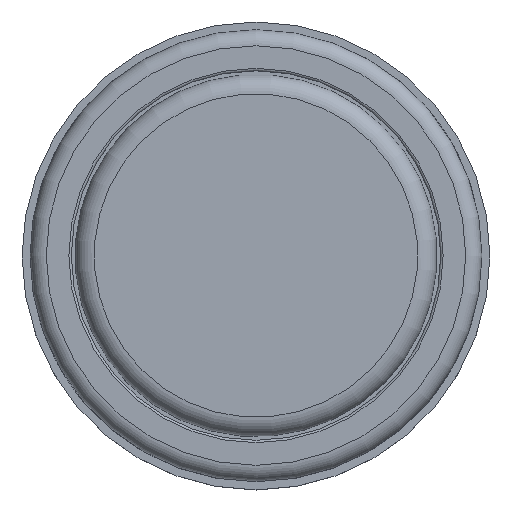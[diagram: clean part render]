
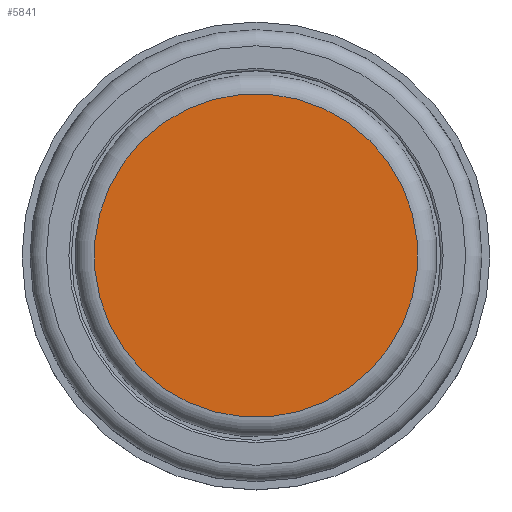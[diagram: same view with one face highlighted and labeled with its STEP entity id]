
A CAD part, top view. The second image highlights one B-rep face of the part: STEP entity #5841.
In plain terms, the highlighted planar face has unit normal (0, 0, 1).
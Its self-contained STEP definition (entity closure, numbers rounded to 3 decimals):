
#201=PLANE('',#6525);
#573=FACE_OUTER_BOUND('',#930,.T.);
#930=EDGE_LOOP('',(#5103,#5104));
#1426=CIRCLE('',#6526,10.025);
#1427=CIRCLE('',#6527,10.025);
#2658=VERTEX_POINT('',#11667);
#2659=VERTEX_POINT('',#11668);
#3493=EDGE_CURVE('',#2658,#2659,#1426,.T.);
#3494=EDGE_CURVE('',#2659,#2658,#1427,.T.);
#5103=ORIENTED_EDGE('',*,*,#3493,.F.);
#5104=ORIENTED_EDGE('',*,*,#3494,.F.);
#5841=ADVANCED_FACE('',(#573),#201,.T.);
#6525=AXIS2_PLACEMENT_3D('',#11666,#8120,#8121);
#6526=AXIS2_PLACEMENT_3D('',#11669,#8122,#8123);
#6527=AXIS2_PLACEMENT_3D('',#11670,#8124,#8125);
#8120=DIRECTION('center_axis',(0.,0.,
1.));
#8121=DIRECTION('ref_axis',(0.817,0.576,0.));
#8122=DIRECTION('center_axis',(0.,0.,
-1.));
#8123=DIRECTION('ref_axis',(-0.576,0.817,0.));
#8124=DIRECTION('center_axis',(0.,0.,
-1.));
#8125=DIRECTION('ref_axis',(-0.576,0.817,0.));
#11666=CARTESIAN_POINT('Origin',(-2.888,4.097,13.15));
#11667=CARTESIAN_POINT('',(-5.775,8.194,13.15));
#11668=CARTESIAN_POINT('',(8.194,5.775,13.15));
#11669=CARTESIAN_POINT('Origin',(0.,0.,
13.15));
#11670=CARTESIAN_POINT('Origin',(0.,0.,
13.15));
